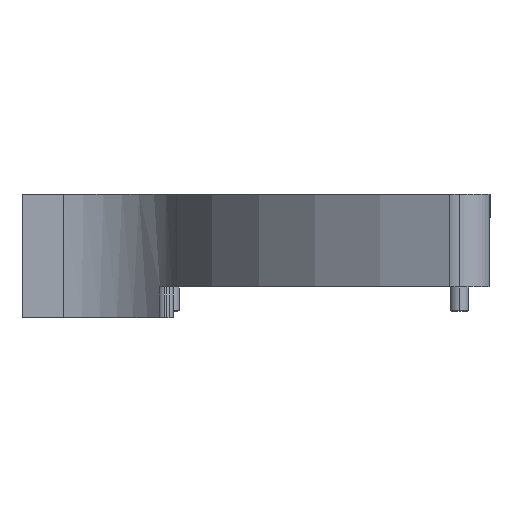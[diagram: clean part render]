
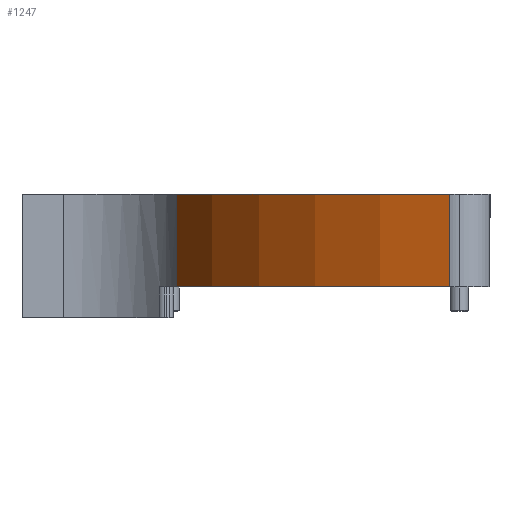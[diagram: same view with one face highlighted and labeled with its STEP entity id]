
A CAD part, left-side view. The second image highlights one B-rep face of the part: STEP entity #1247.
In plain terms, the highlighted cylindrical face has radius 73 mm (diameter 146 mm), a partial arc.
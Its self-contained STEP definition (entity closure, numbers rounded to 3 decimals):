
#8 = CIRCLE ( 'NONE', #802, 73. ) ;
#36 = DIRECTION ( 'NONE',  ( 0., 0., -1. ) ) ;
#142 = AXIS2_PLACEMENT_3D ( 'NONE', #2426, #456, #1342 ) ;
#166 = CARTESIAN_POINT ( 'NONE',  ( -29.043, -25.026, 20. ) ) ;
#203 = EDGE_CURVE ( 'NONE', #2711, #1557, #2527, .T. ) ;
#280 = EDGE_CURVE ( 'NONE', #295, #1557, #437, .T. ) ;
#295 = VERTEX_POINT ( 'NONE', #653 ) ;
#313 = DIRECTION ( 'NONE',  ( 0., 0., 1. ) ) ;
#437 = LINE ( 'NONE', #166, #555 ) ;
#444 = CARTESIAN_POINT ( 'NONE',  ( -69.427, -69.442, 5. ) ) ;
#456 = DIRECTION ( 'NONE',  ( 0., 0., -1. ) ) ;
#555 = VECTOR ( 'NONE', #2344, 1000. ) ;
#633 = EDGE_CURVE ( 'NONE', #2711, #732, #771, .T. ) ;
#653 = CARTESIAN_POINT ( 'NONE',  ( -29.043, -25.026, 20. ) ) ;
#732 = VERTEX_POINT ( 'NONE', #2382 ) ;
#752 = CARTESIAN_POINT ( 'NONE',  ( 0., -92., 20. ) ) ;
#771 = LINE ( 'NONE', #1674, #1114 ) ;
#778 = EDGE_LOOP ( 'NONE', ( #2513, #1713, #2510, #2030 ) ) ;
#802 = AXIS2_PLACEMENT_3D ( 'NONE', #752, #313, #1199 ) ;
#1114 = VECTOR ( 'NONE', #2549, 1000. ) ;
#1137 = CYLINDRICAL_SURFACE ( 'NONE', #2257, 73. ) ;
#1199 = DIRECTION ( 'NONE',  ( -1., 0., 0. ) ) ;
#1247 = ADVANCED_FACE ( 'NONE', ( #1370 ), #1137, .T. ) ;
#1342 = DIRECTION ( 'NONE',  ( -1., 0., 0. ) ) ;
#1370 = FACE_OUTER_BOUND ( 'NONE', #778, .T. ) ;
#1557 = VERTEX_POINT ( 'NONE', #2789 ) ;
#1674 = CARTESIAN_POINT ( 'NONE',  ( -69.427, -69.442, 20. ) ) ;
#1713 = ORIENTED_EDGE ( 'NONE', *, *, #633, .T. ) ;
#1986 = EDGE_CURVE ( 'NONE', #295, #732, #8, .T. ) ;
#2030 = ORIENTED_EDGE ( 'NONE', *, *, #280, .T. ) ;
#2257 = AXIS2_PLACEMENT_3D ( 'NONE', #2397, #36, #2837 ) ;
#2344 = DIRECTION ( 'NONE',  ( 0., 0., -1. ) ) ;
#2382 = CARTESIAN_POINT ( 'NONE',  ( -69.427, -69.442, 20. ) ) ;
#2397 = CARTESIAN_POINT ( 'NONE',  ( 0., -92., 20. ) ) ;
#2426 = CARTESIAN_POINT ( 'NONE',  ( 0., -92., 5. ) ) ;
#2510 = ORIENTED_EDGE ( 'NONE', *, *, #1986, .F. ) ;
#2513 = ORIENTED_EDGE ( 'NONE', *, *, #203, .F. ) ;
#2527 = CIRCLE ( 'NONE', #142, 73. ) ;
#2549 = DIRECTION ( 'NONE',  ( 0., 0., 1. ) ) ;
#2711 = VERTEX_POINT ( 'NONE', #444 ) ;
#2789 = CARTESIAN_POINT ( 'NONE',  ( -29.043, -25.026, 5. ) ) ;
#2837 = DIRECTION ( 'NONE',  ( -1., 0., 0. ) ) ;
